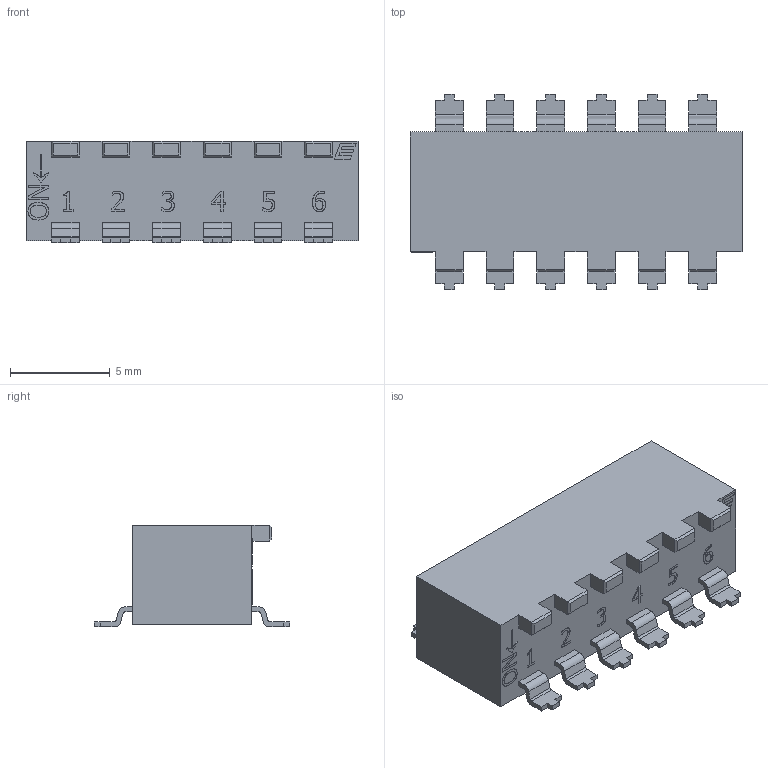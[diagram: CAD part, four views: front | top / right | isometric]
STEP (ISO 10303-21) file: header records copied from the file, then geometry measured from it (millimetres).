
FILE_DESCRIPTION((' '),'2;1');
FILE_NAME('KAC06LGGx.stp','2017-07-28T14:11:17',(' '),(' '),' ','ACIS',' ');
FILE_SCHEMA(('CONFIG_CONTROL_DESIGN'));
Length unit declared in the file: inch
Products named in the file (1): KAC06LGGx.stp
Bounding box: 16.64 x 9.8 x 5.1 mm (x, y, z)
Volume: 515 mm3; surface area: 539 mm2
Topology: 1 solids, 1 shells, 427 faces, 1176 edges, 776 vertices
Faces by surface type: plane 298, bspline 81, cylinder 48
Entity records: 14139 total; most frequent: CARTESIAN_POINT 3623, ORIENTED_EDGE 2352, DIRECTION 1804, EDGE_CURVE 1176, VECTOR 918, LINE 918, VERTEX_POINT 776, EDGE_LOOP 452
